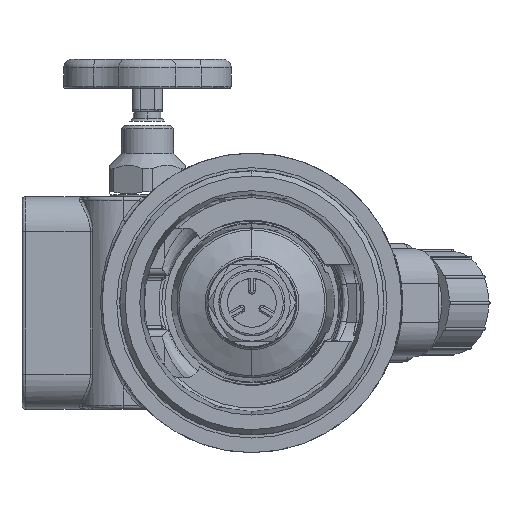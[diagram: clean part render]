
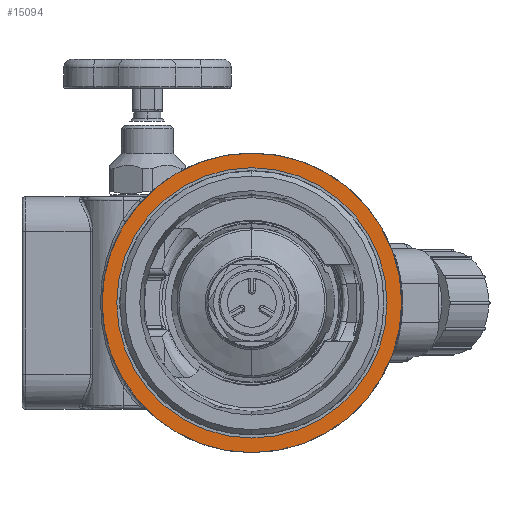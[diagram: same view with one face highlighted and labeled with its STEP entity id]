
A CAD part, front view. The second image highlights one B-rep face of the part: STEP entity #15094.
In plain terms, the highlighted planar face has unit normal (0, -1, 0).
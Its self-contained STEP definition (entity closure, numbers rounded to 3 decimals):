
#10968 = VERTEX_POINT ( 'NONE', #16946 ) ;
#10987 = VERTEX_POINT ( 'NONE', #16965 ) ;
#10989 = EDGE_CURVE ( 'NONE', #10987, #10990, #16964, .T. ) ;
#10990 = VERTEX_POINT ( 'NONE', #16959 ) ;
#11031 = EDGE_CURVE ( 'NONE', #11032, #10968, #17074, .T. ) ;
#11032 = VERTEX_POINT ( 'NONE', #17069 ) ;
#15093 = EDGE_CURVE ( 'NONE', #10968, #11032, #19272, .T. ) ;
#15094 = ADVANCED_FACE ( 'NONE', ( #19419, #19413 ), #19412, .T. ) ;
#15095 = EDGE_LOOP ( 'NONE', ( #15096, #15098 ) ) ;
#15096 = ORIENTED_EDGE ( 'NONE', *, *, #15097, .F. ) ;
#15097 = EDGE_CURVE ( 'NONE', #10990, #10987, #19397, .T. ) ;
#15098 = ORIENTED_EDGE ( 'NONE', *, *, #10989, .F. ) ;
#15099 = EDGE_LOOP ( 'NONE', ( #15100, #15101 ) ) ;
#15100 = ORIENTED_EDGE ( 'NONE', *, *, #11031, .T. ) ;
#15101 = ORIENTED_EDGE ( 'NONE', *, *, #15093, .T. ) ;
#16946 = CARTESIAN_POINT ( 'NONE',  ( 0., 31.5, -38.8 ) ) ;
#16959 = CARTESIAN_POINT ( 'NONE',  ( 0., 31.5, -43. ) ) ;
#16960 = DIRECTION ( 'NONE',  ( 0., 0., -1. ) ) ;
#16961 = DIRECTION ( 'NONE',  ( 0., 1., 0. ) ) ;
#16962 = CARTESIAN_POINT ( 'NONE',  ( 0., 31.5, 0. ) ) ;
#16963 = AXIS2_PLACEMENT_3D ( 'NONE', #16962, #16961, #16960 ) ;
#16964 = CIRCLE ( 'NONE', #16963, 43. ) ;
#16965 = CARTESIAN_POINT ( 'NONE',  ( 0., 31.5, 43. ) ) ;
#17069 = CARTESIAN_POINT ( 'NONE',  ( 0., 31.5, 38.8 ) ) ;
#17070 = DIRECTION ( 'NONE',  ( 0., 0., 1. ) ) ;
#17071 = DIRECTION ( 'NONE',  ( 0., 1., 0. ) ) ;
#17072 = CARTESIAN_POINT ( 'NONE',  ( 0., 31.5, 0. ) ) ;
#17073 = AXIS2_PLACEMENT_3D ( 'NONE', #17072, #17071, #17070 ) ;
#17074 = CIRCLE ( 'NONE', #17073, 38.8 ) ;
#19272 = CIRCLE ( 'NONE', #19418, 38.8 ) ;
#19389 = DIRECTION ( 'NONE',  ( 0., 0., -1. ) ) ;
#19391 = DIRECTION ( 'NONE',  ( 0., 1., 0. ) ) ;
#19393 = CARTESIAN_POINT ( 'NONE',  ( 0., 31.5, 0. ) ) ;
#19395 = AXIS2_PLACEMENT_3D ( 'NONE', #19393, #19391, #19389 ) ;
#19397 = CIRCLE ( 'NONE', #19395, 43. ) ;
#19403 = DIRECTION ( 'NONE',  ( 0., 0., -1. ) ) ;
#19405 = DIRECTION ( 'NONE',  ( 0., -1., 0. ) ) ;
#19406 = CARTESIAN_POINT ( 'NONE',  ( 44.574, 31.5, 0. ) ) ;
#19407 = AXIS2_PLACEMENT_3D ( 'NONE', #19406, #19405, #19403 ) ;
#19412 = PLANE ( 'NONE',  #19407 ) ;
#19413 = FACE_BOUND ( 'NONE', #15099, .T. ) ;
#19414 = DIRECTION ( 'NONE',  ( 0., 0., 1. ) ) ;
#19415 = DIRECTION ( 'NONE',  ( 0., 1., 0. ) ) ;
#19416 = CARTESIAN_POINT ( 'NONE',  ( 0., 31.5, 0. ) ) ;
#19418 = AXIS2_PLACEMENT_3D ( 'NONE', #19416, #19415, #19414 ) ;
#19419 = FACE_OUTER_BOUND ( 'NONE', #15095, .T. ) ;
